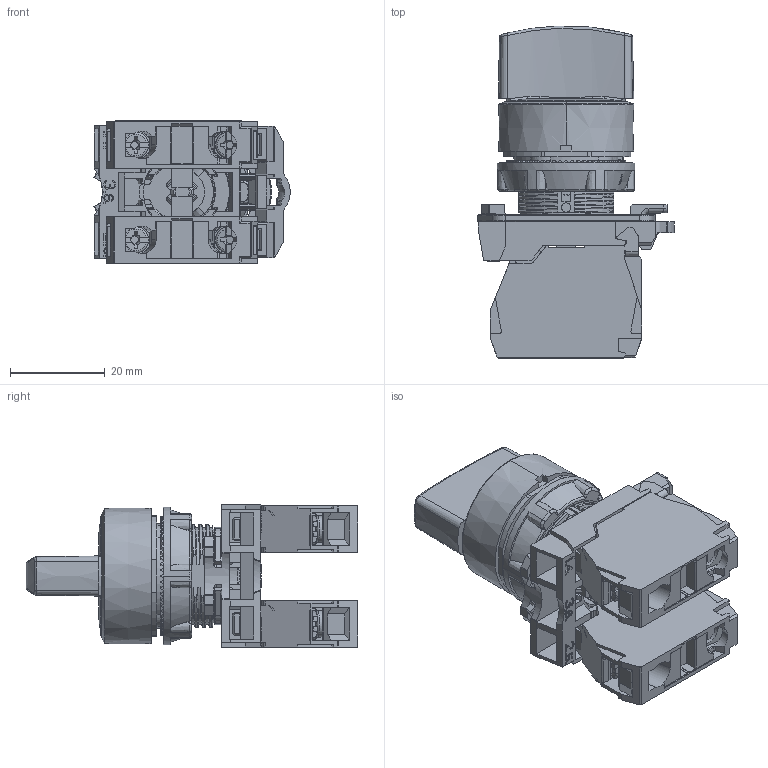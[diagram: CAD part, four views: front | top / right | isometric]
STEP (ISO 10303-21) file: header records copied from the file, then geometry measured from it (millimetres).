
FILE_DESCRIPTION((''),'2;1');
FILE_NAME('XB5AD33_ASM','2023-07-04T',('Administrator'),('zyb.com'),'PRO/ENGINEER BY PARAMETRIC TECHNOLOGY CORPORATION, 2010280','PRO/ENGINEER BY PARAMETRIC TECHNOLOGY CORPORATION, 2010280','');
FILE_SCHEMA(('AUTOMOTIVE_DESIGN { 1 0 10303 214 1 1 1 1 }'));
Length unit declared in the file: millimetre
Products named in the file (4): ZB5AZ009; ZBE101; ZB5AD3C; XB5AD33_ASM
Assembly tree (4 placements, depth 2):
  XB5AD33_ASM
    ZB5AZ009
    ZBE101  x2
    ZB5AD3C
Bounding box: 41.43 x 70 x 30 mm (x, y, z)
Volume: 30167.6 mm3; surface area: 24866.5 mm2
Topology: 24 solids, 40 shells, 5276 faces, 14508 edges, 9404 vertices
Faces by surface type: plane 3092, cylinder 1282, bspline 535, cone 186, torus 129, sphere 52
Entity records: 176114 total; most frequent: CARTESIAN_POINT 55398, ORIENTED_EDGE 21008, DIRECTION 17406, EDGE_CURVE 10504, VERTEX_POINT 6795, VECTOR 6716, LINE 6716, AXIS2_PLACEMENT_3D 5345
